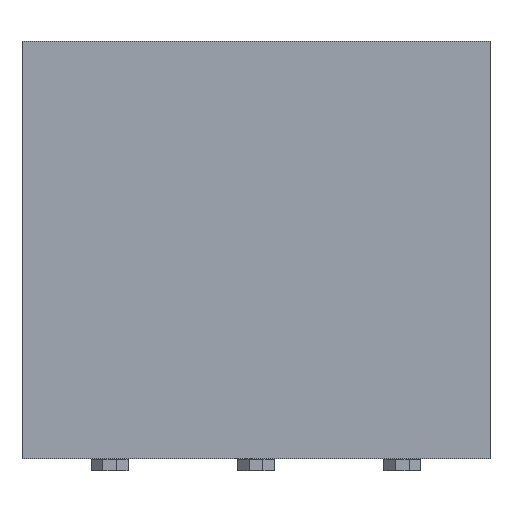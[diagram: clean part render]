
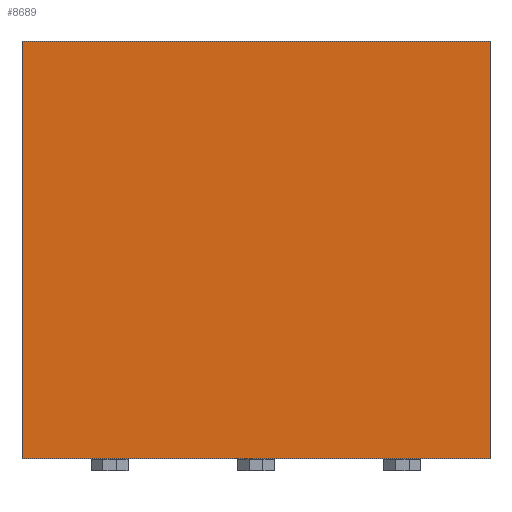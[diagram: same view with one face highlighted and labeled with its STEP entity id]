
A CAD part, front view. The second image highlights one B-rep face of the part: STEP entity #8689.
In plain terms, the highlighted planar face has unit normal (0, -1, 0).
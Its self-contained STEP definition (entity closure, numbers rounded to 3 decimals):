
#594=ORIENTED_EDGE('',*,*,#3269,.F.);
#595=ORIENTED_EDGE('',*,*,#3261,.F.);
#596=ORIENTED_EDGE('',*,*,#3270,.F.);
#597=ORIENTED_EDGE('',*,*,#3271,.F.);
#3261=EDGE_CURVE('',#4599,#4596,#5459,.T.);
#3269=EDGE_CURVE('',#4596,#4606,#5467,.T.);
#3270=EDGE_CURVE('',#4607,#4599,#5468,.T.);
#3271=EDGE_CURVE('',#4606,#4607,#5469,.T.);
#4596=VERTEX_POINT('',#12558);
#4599=VERTEX_POINT('',#12563);
#4606=VERTEX_POINT('',#12582);
#4607=VERTEX_POINT('',#12584);
#5459=LINE('',#12564,#6409);
#5467=LINE('',#12581,#6417);
#5468=LINE('',#12583,#6418);
#5469=LINE('',#12585,#6419);
#6409=VECTOR('',#10040,1000.);
#6417=VECTOR('',#10054,1000.);
#6418=VECTOR('',#10055,1000.);
#6419=VECTOR('',#10056,1000.);
#7359=EDGE_LOOP('',(#594,#595,#596,#597));
#7863=FACE_BOUND('',#7359,.T.);
#8367=PLANE('',#9251);
#8689=ADVANCED_FACE('',(#7863),#8367,.F.);
#9251=AXIS2_PLACEMENT_3D('',#12580,#10052,#10053);
#10040=DIRECTION('',(-1.,0.,0.));
#10052=DIRECTION('',(0.,1.,0.));
#10053=DIRECTION('',(0.,0.,1.));
#10054=DIRECTION('',(0.,0.,1.));
#10055=DIRECTION('',(0.,0.,-1.));
#10056=DIRECTION('',(1.,0.,0.));
#12558=CARTESIAN_POINT('',(-4.06,-2.54,-3.62));
#12563=CARTESIAN_POINT('',(4.06,-2.54,-3.62));
#12564=CARTESIAN_POINT('',(4.06,-2.54,-3.62));
#12580=CARTESIAN_POINT('',(0.,-2.54,0.));
#12581=CARTESIAN_POINT('',(-4.06,-2.54,-3.62));
#12582=CARTESIAN_POINT('',(-4.06,-2.54,3.62));
#12583=CARTESIAN_POINT('',(4.06,-2.54,3.62));
#12584=CARTESIAN_POINT('',(4.06,-2.54,3.62));
#12585=CARTESIAN_POINT('',(-4.06,-2.54,3.62));
